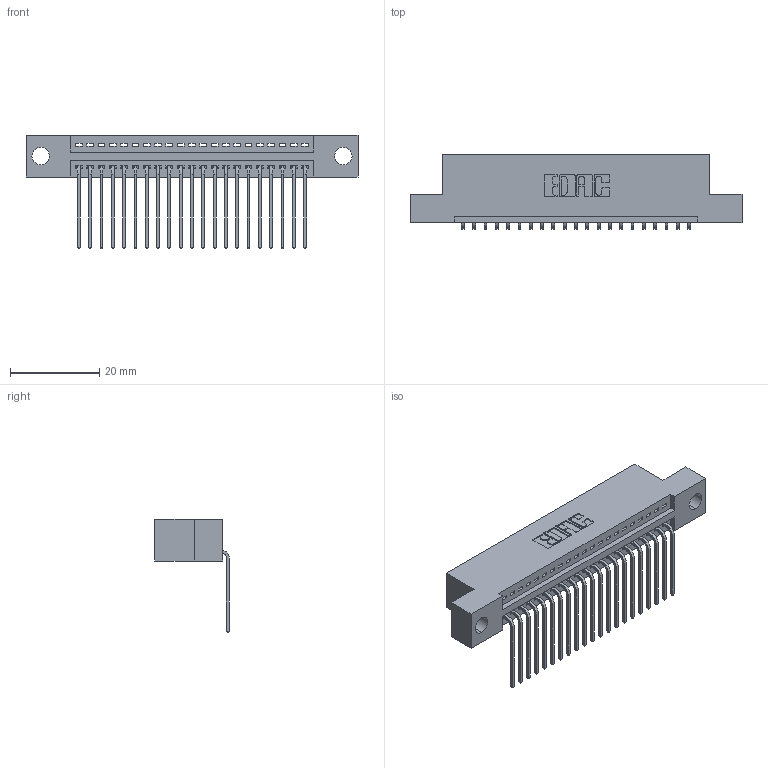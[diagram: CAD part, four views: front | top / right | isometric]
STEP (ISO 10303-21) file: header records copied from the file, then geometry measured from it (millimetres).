
FILE_DESCRIPTION (( 'STEP AP203' ), '1' );
FILE_NAME ('345-021-559-104.STEP', '2018-08-20T10:15:38', ( '' ), ( '' ), 'SwSTEP 2.0', 'SolidWorks 2016', '' );
FILE_SCHEMA (( 'CONFIG_CONTROL_DESIGN' ));
Length unit declared in the file: inch
Products named in the file (3): 345 Part_Flush Mounting Lugs - 0.156 Dia-TH; 345-292-001_558 559 Tail - 1; 345-021-559-104
Assembly tree (22 placements, depth 2):
  345-021-559-104
    345 Part_Flush Mounting Lugs - 0.156 Dia-TH
    345-292-001_558 559 Tail - 1  x21
Bounding box: 74.55 x 16.75 x 25.53 mm (x, y, z)
Volume: 6890.8 mm3; surface area: 9091.8 mm2
Topology: 22 solids, 22 shells, 1386 faces, 4163 edges, 2746 vertices
Faces by surface type: plane 962, cylinder 424
Entity records: 18719 total; most frequent: CARTESIAN_POINT 3251, ORIENTED_EDGE 3206, DIRECTION 2869, EDGE_CURVE 1603, LINE 1387, VECTOR 1387, VERTEX_POINT 1066, AXIS2_PLACEMENT_3D 741
